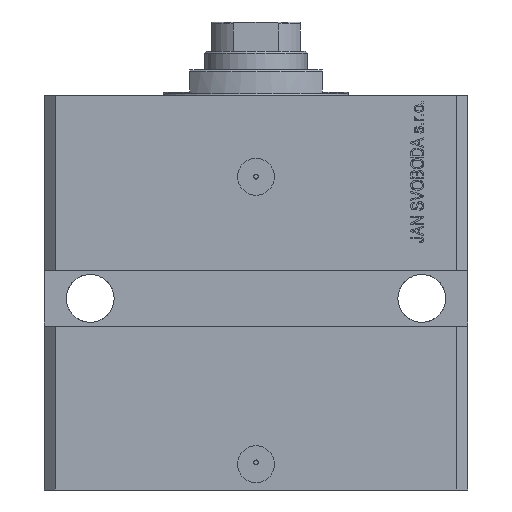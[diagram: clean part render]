
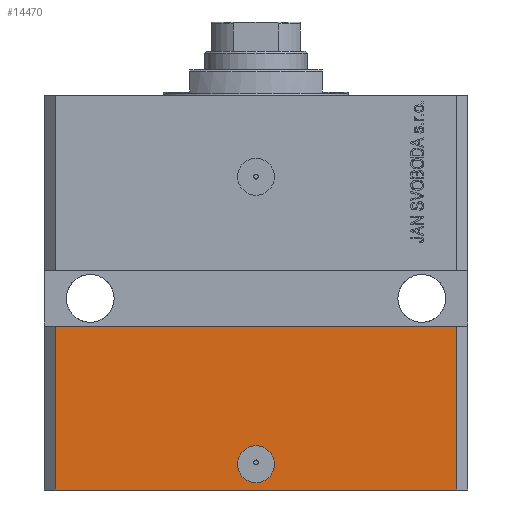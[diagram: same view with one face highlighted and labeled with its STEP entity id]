
A CAD part, front view. The second image highlights one B-rep face of the part: STEP entity #14470.
In plain terms, the highlighted planar face has unit normal (0, -1, 0).
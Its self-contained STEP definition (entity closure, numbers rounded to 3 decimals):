
#92 = DIRECTION ( 'NONE',  ( 0., -1., 0. ) ) ;
#328 = DIRECTION ( 'NONE',  ( 0., -1., 0. ) ) ;
#1254 = AXIS2_PLACEMENT_3D ( 'NONE', #25979, #92, #33193 ) ;
#1841 = LINE ( 'NONE', #13050, #42438 ) ;
#2130 = ORIENTED_EDGE ( 'NONE', *, *, #38286, .F. ) ;
#2848 = CIRCLE ( 'NONE', #1254, 5. ) ;
#4537 = LINE ( 'NONE', #26940, #8253 ) ;
#5734 = AXIS2_PLACEMENT_3D ( 'NONE', #11995, #19961, #23437 ) ;
#7823 = ORIENTED_EDGE ( 'NONE', *, *, #26709, .F. ) ;
#7943 = VERTEX_POINT ( 'NONE', #29960 ) ;
#8253 = VECTOR ( 'NONE', #19238, 1000. ) ;
#8750 = PLANE ( 'NONE',  #5734 ) ;
#9250 = DIRECTION ( 'NONE',  ( 1., 0., 0. ) ) ;
#10178 = CARTESIAN_POINT ( 'NONE',  ( -54.5, -45., -62.5 ) ) ;
#10863 = ORIENTED_EDGE ( 'NONE', *, *, #46119, .T. ) ;
#10898 = CIRCLE ( 'NONE', #44225, 5. ) ;
#11995 = CARTESIAN_POINT ( 'NONE',  ( -54.5, -45., -107. ) ) ;
#12729 = LINE ( 'NONE', #16461, #37925 ) ;
#13050 = CARTESIAN_POINT ( 'NONE',  ( -54.5, -45., -107. ) ) ;
#14470 = ADVANCED_FACE ( 'NONE', ( #46058, #42824 ), #8750, .T. ) ;
#16461 = CARTESIAN_POINT ( 'NONE',  ( 54.5, -45., -107. ) ) ;
#16556 = ORIENTED_EDGE ( 'NONE', *, *, #48796, .F. ) ;
#17537 = ORIENTED_EDGE ( 'NONE', *, *, #37295, .T. ) ;
#18075 = VERTEX_POINT ( 'NONE', #20135 ) ;
#18596 = VERTEX_POINT ( 'NONE', #32959 ) ;
#19238 = DIRECTION ( 'NONE',  ( 1., 0., 0. ) ) ;
#19961 = DIRECTION ( 'NONE',  ( 0., -1., 0. ) ) ;
#20135 = CARTESIAN_POINT ( 'NONE',  ( -5., -45., -100. ) ) ;
#20465 = LINE ( 'NONE', #31883, #24967 ) ;
#22972 = CARTESIAN_POINT ( 'NONE',  ( 0., -45., -100. ) ) ;
#23437 = DIRECTION ( 'NONE',  ( 1., 0., 0. ) ) ;
#24513 = EDGE_LOOP ( 'NONE', ( #16556, #7823 ) ) ;
#24967 = VECTOR ( 'NONE', #9250, 1000. ) ;
#25979 = CARTESIAN_POINT ( 'NONE',  ( 0., -45., -100. ) ) ;
#26464 = DIRECTION ( 'NONE',  ( 1., 0., 0. ) ) ;
#26709 = EDGE_CURVE ( 'NONE', #18075, #42917, #2848, .T. ) ;
#26940 = CARTESIAN_POINT ( 'NONE',  ( -54.5, -45., -107. ) ) ;
#27897 = DIRECTION ( 'NONE',  ( 0., 0., 1. ) ) ;
#29322 = ORIENTED_EDGE ( 'NONE', *, *, #37988, .F. ) ;
#29960 = CARTESIAN_POINT ( 'NONE',  ( -54.5, -45., -107. ) ) ;
#31883 = CARTESIAN_POINT ( 'NONE',  ( -57.5, -45., -62.5 ) ) ;
#32926 = DIRECTION ( 'NONE',  ( 0., 0., 1. ) ) ;
#32959 = CARTESIAN_POINT ( 'NONE',  ( 54.5, -45., -107. ) ) ;
#33193 = DIRECTION ( 'NONE',  ( 1., 0., 0. ) ) ;
#33544 = VERTEX_POINT ( 'NONE', #43007 ) ;
#34743 = EDGE_LOOP ( 'NONE', ( #2130, #29322, #17537, #10863 ) ) ;
#36497 = CARTESIAN_POINT ( 'NONE',  ( 5., -45., -100. ) ) ;
#37295 = EDGE_CURVE ( 'NONE', #7943, #18596, #4537, .T. ) ;
#37925 = VECTOR ( 'NONE', #27897, 1000. ) ;
#37988 = EDGE_CURVE ( 'NONE', #7943, #42751, #1841, .T. ) ;
#38286 = EDGE_CURVE ( 'NONE', #42751, #33544, #20465, .T. ) ;
#42438 = VECTOR ( 'NONE', #32926, 1000. ) ;
#42751 = VERTEX_POINT ( 'NONE', #10178 ) ;
#42824 = FACE_OUTER_BOUND ( 'NONE', #34743, .T. ) ;
#42917 = VERTEX_POINT ( 'NONE', #36497 ) ;
#43007 = CARTESIAN_POINT ( 'NONE',  ( 54.5, -45., -62.5 ) ) ;
#44225 = AXIS2_PLACEMENT_3D ( 'NONE', #22972, #328, #26464 ) ;
#46058 = FACE_BOUND ( 'NONE', #24513, .T. ) ;
#46119 = EDGE_CURVE ( 'NONE', #18596, #33544, #12729, .T. ) ;
#48796 = EDGE_CURVE ( 'NONE', #42917, #18075, #10898, .T. ) ;
